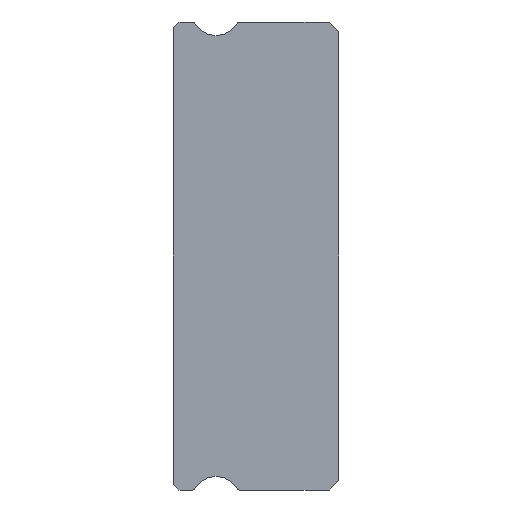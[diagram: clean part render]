
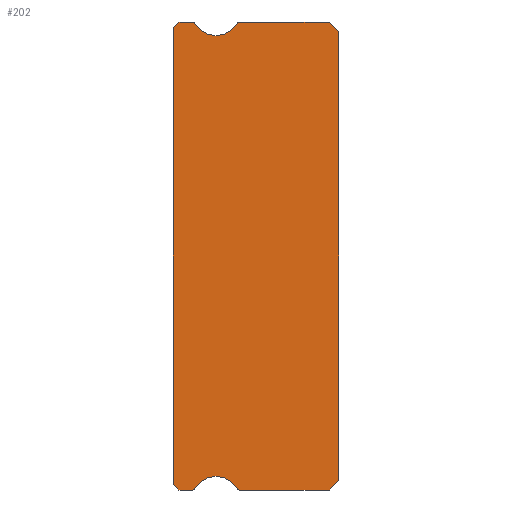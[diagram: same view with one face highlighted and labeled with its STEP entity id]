
A CAD part, left-side view. The second image highlights one B-rep face of the part: STEP entity #202.
In plain terms, the highlighted planar face has unit normal (-1, 0, 0).
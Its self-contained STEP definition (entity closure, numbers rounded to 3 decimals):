
#18 = CARTESIAN_POINT ( 'NONE',  ( -20., 5.088, -12. ) ) ;
#111 = CARTESIAN_POINT ( 'NONE',  ( -20., 8.5, 11.7 ) ) ;
#160 = CARTESIAN_POINT ( 'NONE',  ( -20., 0., 11.5 ) ) ;
#176 = EDGE_CURVE ( 'NONE', #4805, #1281, #465, .T. ) ;
#184 = DIRECTION ( 'NONE',  ( -1., 0., 0. ) ) ;
#194 = AXIS2_PLACEMENT_3D ( 'NONE', #3984, #184, #3298 ) ;
#202 = ADVANCED_FACE ( 'NONE', ( #1501 ), #4515, .F. ) ;
#211 = CIRCLE ( 'NONE', #2073, 0.15 ) ;
#219 = CIRCLE ( 'NONE', #4563, 0.15 ) ;
#227 = VERTEX_POINT ( 'NONE', #1577 ) ;
#271 = CARTESIAN_POINT ( 'NONE',  ( -20., 5.217, -11.925 ) ) ;
#275 = CARTESIAN_POINT ( 'NONE',  ( -20., 8.5, 11.7 ) ) ;
#285 = LINE ( 'NONE', #4400, #1351 ) ;
#327 = VERTEX_POINT ( 'NONE', #111 ) ;
#366 = VECTOR ( 'NONE', #2317, 1000. ) ;
#412 = EDGE_CURVE ( 'NONE', #2767, #2146, #2149, .T. ) ;
#441 = EDGE_CURVE ( 'NONE', #2192, #3048, #211, .T. ) ;
#465 = CIRCLE ( 'NONE', #2874, 0.15 ) ;
#495 = DIRECTION ( 'NONE',  ( 0., -1., 0. ) ) ;
#524 = DIRECTION ( 'NONE',  ( 0., 0., -1. ) ) ;
#530 = VERTEX_POINT ( 'NONE', #2415 ) ;
#595 = VERTEX_POINT ( 'NONE', #1815 ) ;
#626 = ORIENTED_EDGE ( 'NONE', *, *, #2265, .T. ) ;
#659 = EDGE_CURVE ( 'NONE', #3048, #1928, #3579, .T. ) ;
#716 = EDGE_CURVE ( 'NONE', #3126, #3220, #3327, .T. ) ;
#718 = AXIS2_PLACEMENT_3D ( 'NONE', #1855, #4078, #4838 ) ;
#725 = DIRECTION ( 'NONE',  ( 1., 0., 0. ) ) ;
#777 = DIRECTION ( 'NONE',  ( 0., -1., 0. ) ) ;
#783 = CARTESIAN_POINT ( 'NONE',  ( -20., 5.217, 11.925 ) ) ;
#792 = CIRCLE ( 'NONE', #718, 0.15 ) ;
#793 = CARTESIAN_POINT ( 'NONE',  ( -20., 0., -11.5 ) ) ;
#809 = CARTESIAN_POINT ( 'NONE',  ( -20., 8.5, 11.85 ) ) ;
#814 = CARTESIAN_POINT ( 'NONE',  ( -20., 7.512, -12. ) ) ;
#863 = VECTOR ( 'NONE', #3011, 1000. ) ;
#909 = ORIENTED_EDGE ( 'NONE', *, *, #4750, .T. ) ;
#1013 = CARTESIAN_POINT ( 'NONE',  ( -20., 8.2, -12. ) ) ;
#1022 = EDGE_CURVE ( 'NONE', #227, #3126, #2385, .T. ) ;
#1042 = CARTESIAN_POINT ( 'NONE',  ( -20., 0., -11.5 ) ) ;
#1073 = ORIENTED_EDGE ( 'NONE', *, *, #4349, .F. ) ;
#1098 = EDGE_CURVE ( 'NONE', #2767, #3220, #1950, .T. ) ;
#1197 = CARTESIAN_POINT ( 'NONE',  ( -20., 6.3, -12.55 ) ) ;
#1205 = VERTEX_POINT ( 'NONE', #814 ) ;
#1210 = EDGE_CURVE ( 'NONE', #2146, #4805, #2382, .T. ) ;
#1281 = VERTEX_POINT ( 'NONE', #271 ) ;
#1284 = AXIS2_PLACEMENT_3D ( 'NONE', #3910, #2788, #524 ) ;
#1351 = VECTOR ( 'NONE', #1644, 1000. ) ;
#1436 = DIRECTION ( 'NONE',  ( 1., 0., 0. ) ) ;
#1468 = ORIENTED_EDGE ( 'NONE', *, *, #2004, .T. ) ;
#1501 = FACE_OUTER_BOUND ( 'NONE', #3709, .T. ) ;
#1520 = CARTESIAN_POINT ( 'NONE',  ( -20., 0., 11.5 ) ) ;
#1524 = ORIENTED_EDGE ( 'NONE', *, *, #716, .F. ) ;
#1528 = CARTESIAN_POINT ( 'NONE',  ( -20., 7.512, 11.85 ) ) ;
#1577 = CARTESIAN_POINT ( 'NONE',  ( -20., 5.088, 12. ) ) ;
#1644 = DIRECTION ( 'NONE',  ( 0., 1., 0. ) ) ;
#1716 = VERTEX_POINT ( 'NONE', #783 ) ;
#1815 = CARTESIAN_POINT ( 'NONE',  ( -20., 8.5, -11.7 ) ) ;
#1855 = CARTESIAN_POINT ( 'NONE',  ( -20., 5.088, 11.85 ) ) ;
#1928 = VERTEX_POINT ( 'NONE', #3272 ) ;
#1930 = VECTOR ( 'NONE', #4131, 1000. ) ;
#1950 = LINE ( 'NONE', #1520, #3708 ) ;
#2004 = EDGE_CURVE ( 'NONE', #595, #3432, #3001, .T. ) ;
#2025 = VECTOR ( 'NONE', #495, 1000. ) ;
#2073 = AXIS2_PLACEMENT_3D ( 'NONE', #2609, #2177, #3675 ) ;
#2130 = DIRECTION ( 'NONE',  ( 0., 0., -1. ) ) ;
#2146 = VERTEX_POINT ( 'NONE', #3720 ) ;
#2149 = LINE ( 'NONE', #1042, #863 ) ;
#2177 = DIRECTION ( 'NONE',  ( 1., 0., 0. ) ) ;
#2192 = VERTEX_POINT ( 'NONE', #3515 ) ;
#2265 = EDGE_CURVE ( 'NONE', #3432, #1205, #3072, .T. ) ;
#2317 = DIRECTION ( 'NONE',  ( 0., -0.707, -0.707 ) ) ;
#2366 = DIRECTION ( 'NONE',  ( 0., 0., -1. ) ) ;
#2382 = LINE ( 'NONE', #2776, #2513 ) ;
#2385 = LINE ( 'NONE', #2409, #2025 ) ;
#2409 = CARTESIAN_POINT ( 'NONE',  ( -20., 7.512, 12. ) ) ;
#2415 = CARTESIAN_POINT ( 'NONE',  ( -20., 8.2, 12. ) ) ;
#2456 = DIRECTION ( 'NONE',  ( 1., 0., 0. ) ) ;
#2497 = ORIENTED_EDGE ( 'NONE', *, *, #1022, .F. ) ;
#2513 = VECTOR ( 'NONE', #2849, 1000. ) ;
#2538 = ORIENTED_EDGE ( 'NONE', *, *, #4056, .F. ) ;
#2547 = DIRECTION ( 'NONE',  ( 0., -0.707, -0.707 ) ) ;
#2570 = CARTESIAN_POINT ( 'NONE',  ( -20., 0.5, 12. ) ) ;
#2609 = CARTESIAN_POINT ( 'NONE',  ( -20., 7.512, 11.85 ) ) ;
#2668 = DIRECTION ( 'NONE',  ( 0., 0., -1. ) ) ;
#2681 = DIRECTION ( 'NONE',  ( 0., 0., 1. ) ) ;
#2697 = ORIENTED_EDGE ( 'NONE', *, *, #3088, .F. ) ;
#2760 = CARTESIAN_POINT ( 'NONE',  ( -20., 7.512, -11.85 ) ) ;
#2767 = VERTEX_POINT ( 'NONE', #793 ) ;
#2776 = CARTESIAN_POINT ( 'NONE',  ( -20., 7.512, -12. ) ) ;
#2788 = DIRECTION ( 'NONE',  ( -1., 0., 0. ) ) ;
#2849 = DIRECTION ( 'NONE',  ( 0., 1., 0. ) ) ;
#2874 = AXIS2_PLACEMENT_3D ( 'NONE', #3018, #725, #2668 ) ;
#2916 = ORIENTED_EDGE ( 'NONE', *, *, #659, .F. ) ;
#2969 = DIRECTION ( 'NONE',  ( 0., 0., -1. ) ) ;
#3001 = LINE ( 'NONE', #4851, #3241 ) ;
#3011 = DIRECTION ( 'NONE',  ( 0., 0.707, -0.707 ) ) ;
#3018 = CARTESIAN_POINT ( 'NONE',  ( -20., 5.088, -11.85 ) ) ;
#3048 = VERTEX_POINT ( 'NONE', #4526 ) ;
#3072 = LINE ( 'NONE', #3495, #3638 ) ;
#3088 = EDGE_CURVE ( 'NONE', #595, #327, #3128, .T. ) ;
#3092 = DIRECTION ( 'NONE',  ( -1., 0., 0. ) ) ;
#3106 = DIRECTION ( 'NONE',  ( 0., 0., 1. ) ) ;
#3126 = VERTEX_POINT ( 'NONE', #3502 ) ;
#3128 = LINE ( 'NONE', #809, #4504 ) ;
#3220 = VERTEX_POINT ( 'NONE', #160 ) ;
#3241 = VECTOR ( 'NONE', #2547, 1000. ) ;
#3272 = CARTESIAN_POINT ( 'NONE',  ( -20., 6.3, 11.3 ) ) ;
#3277 = AXIS2_PLACEMENT_3D ( 'NONE', #1528, #1436, #2969 ) ;
#3298 = DIRECTION ( 'NONE',  ( 0., 0., -1. ) ) ;
#3327 = LINE ( 'NONE', #2570, #366 ) ;
#3432 = VERTEX_POINT ( 'NONE', #1013 ) ;
#3446 = ORIENTED_EDGE ( 'NONE', *, *, #4277, .F. ) ;
#3495 = CARTESIAN_POINT ( 'NONE',  ( -20., 7.512, -12. ) ) ;
#3502 = CARTESIAN_POINT ( 'NONE',  ( -20., 0.5, 12. ) ) ;
#3515 = CARTESIAN_POINT ( 'NONE',  ( -20., 7.512, 12. ) ) ;
#3518 = ORIENTED_EDGE ( 'NONE', *, *, #3839, .T. ) ;
#3529 = CIRCLE ( 'NONE', #4715, 1.25 ) ;
#3579 = CIRCLE ( 'NONE', #194, 1.25 ) ;
#3596 = EDGE_CURVE ( 'NONE', #1928, #1716, #3857, .T. ) ;
#3638 = VECTOR ( 'NONE', #777, 1000. ) ;
#3675 = DIRECTION ( 'NONE',  ( 0., 0., -1. ) ) ;
#3708 = VECTOR ( 'NONE', #3106, 1000. ) ;
#3709 = EDGE_LOOP ( 'NONE', ( #2697, #1468, #626, #1073, #3446, #4907, #4079, #4209, #4143, #1524, #2497, #2538, #4587, #2916, #4573, #3518, #909 ) ) ;
#3720 = CARTESIAN_POINT ( 'NONE',  ( -20., 0.5, -12. ) ) ;
#3728 = LINE ( 'NONE', #275, #1930 ) ;
#3839 = EDGE_CURVE ( 'NONE', #2192, #530, #285, .T. ) ;
#3857 = CIRCLE ( 'NONE', #1284, 1.25 ) ;
#3910 = CARTESIAN_POINT ( 'NONE',  ( -20., 6.3, 12.55 ) ) ;
#3984 = CARTESIAN_POINT ( 'NONE',  ( -20., 6.3, 12.55 ) ) ;
#4056 = EDGE_CURVE ( 'NONE', #1716, #227, #792, .T. ) ;
#4078 = DIRECTION ( 'NONE',  ( 1., 0., 0. ) ) ;
#4079 = ORIENTED_EDGE ( 'NONE', *, *, #1210, .F. ) ;
#4131 = DIRECTION ( 'NONE',  ( 0., 0.707, -0.707 ) ) ;
#4143 = ORIENTED_EDGE ( 'NONE', *, *, #1098, .T. ) ;
#4209 = ORIENTED_EDGE ( 'NONE', *, *, #412, .F. ) ;
#4277 = EDGE_CURVE ( 'NONE', #1281, #4299, #3529, .T. ) ;
#4299 = VERTEX_POINT ( 'NONE', #4590 ) ;
#4349 = EDGE_CURVE ( 'NONE', #4299, #1205, #219, .T. ) ;
#4400 = CARTESIAN_POINT ( 'NONE',  ( -20., 8.2, 12. ) ) ;
#4504 = VECTOR ( 'NONE', #2681, 1000. ) ;
#4515 = PLANE ( 'NONE',  #3277 ) ;
#4526 = CARTESIAN_POINT ( 'NONE',  ( -20., 7.383, 11.925 ) ) ;
#4563 = AXIS2_PLACEMENT_3D ( 'NONE', #2760, #2456, #2130 ) ;
#4573 = ORIENTED_EDGE ( 'NONE', *, *, #441, .F. ) ;
#4587 = ORIENTED_EDGE ( 'NONE', *, *, #3596, .F. ) ;
#4590 = CARTESIAN_POINT ( 'NONE',  ( -20., 7.383, -11.925 ) ) ;
#4715 = AXIS2_PLACEMENT_3D ( 'NONE', #1197, #3092, #2366 ) ;
#4750 = EDGE_CURVE ( 'NONE', #530, #327, #3728, .T. ) ;
#4805 = VERTEX_POINT ( 'NONE', #18 ) ;
#4838 = DIRECTION ( 'NONE',  ( 0., 0., -1. ) ) ;
#4851 = CARTESIAN_POINT ( 'NONE',  ( -20., 8.2, -12. ) ) ;
#4907 = ORIENTED_EDGE ( 'NONE', *, *, #176, .F. ) ;
